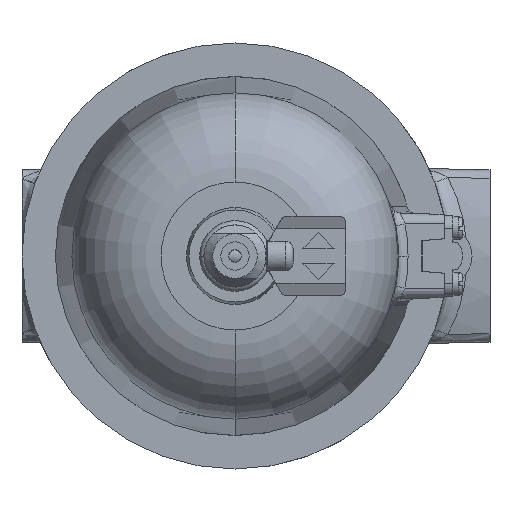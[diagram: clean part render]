
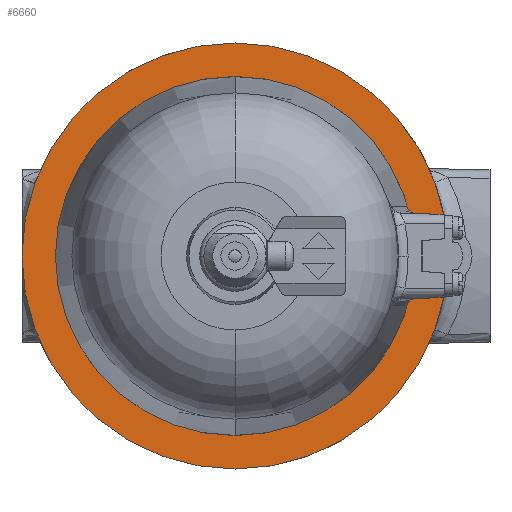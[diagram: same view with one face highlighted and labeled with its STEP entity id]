
A CAD part, front view. The second image highlights one B-rep face of the part: STEP entity #6660.
In plain terms, the highlighted planar face has unit normal (0, -1, 0).
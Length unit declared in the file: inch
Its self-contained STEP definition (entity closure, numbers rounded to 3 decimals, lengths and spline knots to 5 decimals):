
#557 = DIRECTION ( 'NONE',  ( 1., 0., 0. ) ) ;
#733 = DIRECTION ( 'NONE',  ( 0., -1., 0. ) ) ;
#895 = CARTESIAN_POINT ( 'NONE',  ( 0., -2.465, 0. ) ) ;
#1269 = AXIS2_PLACEMENT_3D ( 'NONE', #4338, #13139, #557 ) ;
#1629 = EDGE_CURVE ( 'NONE', #1929, #8473, #9690, .T. ) ;
#1793 = CARTESIAN_POINT ( 'NONE',  ( 0., -2.465, 0. ) ) ;
#1929 = VERTEX_POINT ( 'NONE', #10825 ) ;
#2081 = DIRECTION ( 'NONE',  ( 1., 0., 0. ) ) ;
#2209 = DIRECTION ( 'NONE',  ( 0., -1., 0. ) ) ;
#2236 = CARTESIAN_POINT ( 'NONE',  ( 0., -2.465, 0. ) ) ;
#3363 = CARTESIAN_POINT ( 'NONE',  ( 2.16, -2.465, 0. ) ) ;
#3460 = CARTESIAN_POINT ( 'NONE',  ( 0., -2.465, 0. ) ) ;
#3579 = AXIS2_PLACEMENT_3D ( 'NONE', #2236, #12275, #2081 ) ;
#3680 = DIRECTION ( 'NONE',  ( 1., 0., 0. ) ) ;
#4338 = CARTESIAN_POINT ( 'NONE',  ( 0., -2.465, 0. ) ) ;
#4783 = FACE_BOUND ( 'NONE', #10518, .T. ) ;
#6077 = AXIS2_PLACEMENT_3D ( 'NONE', #3460, #13418, #6104 ) ;
#6104 = DIRECTION ( 'NONE',  ( -1., 0., 0. ) ) ;
#6608 = CIRCLE ( 'NONE', #9219, 1.82087 ) ;
#6660 = ADVANCED_FACE ( 'NONE', ( #4783, #7340 ), #15968, .F. ) ;
#6944 = EDGE_CURVE ( 'NONE', #8473, #1929, #6608, .T. ) ;
#6956 = ORIENTED_EDGE ( 'NONE', *, *, #1629, .F. ) ;
#7033 = VERTEX_POINT ( 'NONE', #3363 ) ;
#7340 = FACE_OUTER_BOUND ( 'NONE', #10199, .T. ) ;
#8473 = VERTEX_POINT ( 'NONE', #14315 ) ;
#9219 = AXIS2_PLACEMENT_3D ( 'NONE', #895, #2209, #3680 ) ;
#9418 = CIRCLE ( 'NONE', #1269, 2.16 ) ;
#9671 = EDGE_CURVE ( 'NONE', #7033, #9744, #12254, .T. ) ;
#9690 = CIRCLE ( 'NONE', #12818, 1.82087 ) ;
#9734 = CARTESIAN_POINT ( 'NONE',  ( -2.16, -2.465, 0. ) ) ;
#9744 = VERTEX_POINT ( 'NONE', #9734 ) ;
#10199 = EDGE_LOOP ( 'NONE', ( #10662, #11868 ) ) ;
#10518 = EDGE_LOOP ( 'NONE', ( #6956, #14915 ) ) ;
#10662 = ORIENTED_EDGE ( 'NONE', *, *, #9671, .T. ) ;
#10825 = CARTESIAN_POINT ( 'NONE',  ( 1.82087, -2.465, 0. ) ) ;
#11868 = ORIENTED_EDGE ( 'NONE', *, *, #13982, .T. ) ;
#12254 = CIRCLE ( 'NONE', #3579, 2.16 ) ;
#12275 = DIRECTION ( 'NONE',  ( 0., -1., 0. ) ) ;
#12818 = AXIS2_PLACEMENT_3D ( 'NONE', #1793, #733, #14475 ) ;
#13139 = DIRECTION ( 'NONE',  ( 0., -1., 0. ) ) ;
#13418 = DIRECTION ( 'NONE',  ( 0., 1., 0. ) ) ;
#13982 = EDGE_CURVE ( 'NONE', #9744, #7033, #9418, .T. ) ;
#14315 = CARTESIAN_POINT ( 'NONE',  ( -1.82087, -2.465, 0. ) ) ;
#14475 = DIRECTION ( 'NONE',  ( 1., 0., 0. ) ) ;
#14915 = ORIENTED_EDGE ( 'NONE', *, *, #6944, .F. ) ;
#15968 = PLANE ( 'NONE',  #6077 ) ;
